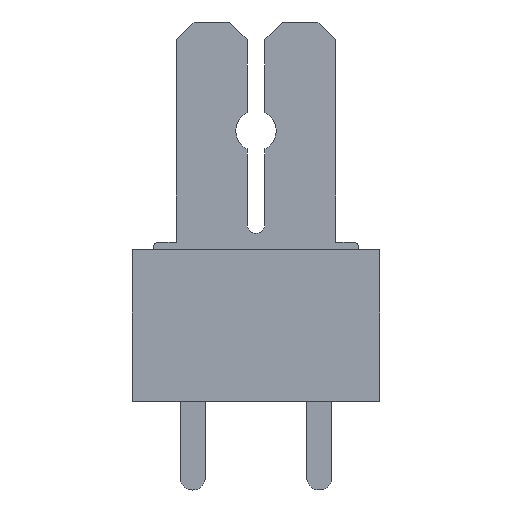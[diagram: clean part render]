
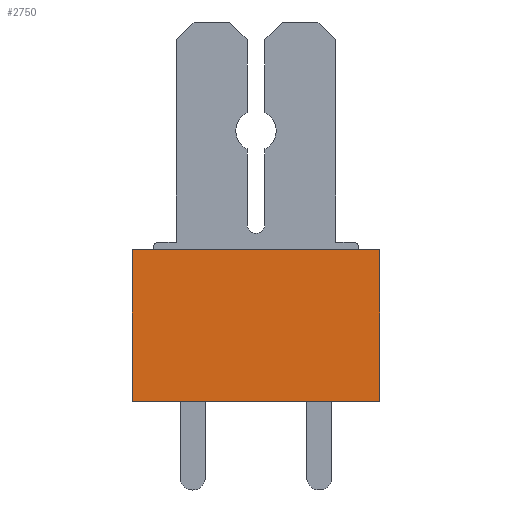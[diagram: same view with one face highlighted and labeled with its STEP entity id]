
A CAD part, left-side view. The second image highlights one B-rep face of the part: STEP entity #2750.
In plain terms, the highlighted planar face has unit normal (-1, 0, 0).
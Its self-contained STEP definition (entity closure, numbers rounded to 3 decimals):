
#2742=AXIS2_PLACEMENT_3D('Plane Axis2P3D',#2739,#2740,#2741) ;
#49=CARTESIAN_POINT('Vertex',(0.,9.8,9.5)) ;
#52=CARTESIAN_POINT('Line Origine',(0.,4.9,9.5)) ;
#56=CARTESIAN_POINT('Vertex',(0.,0.,9.5)) ;
#1379=CARTESIAN_POINT('Vertex',(0.,9.8,3.5)) ;
#1382=CARTESIAN_POINT('Line Origine',(0.,9.8,6.5)) ;
#1410=CARTESIAN_POINT('Vertex',(0.,0.,3.5)) ;
#1413=CARTESIAN_POINT('Line Origine',(0.,4.9,3.5)) ;
#2727=CARTESIAN_POINT('Line Origine',(0.,0.,6.5)) ;
#2739=CARTESIAN_POINT('Axis2P3D Location',(0.,0.,0.)) ;
#53=DIRECTION('Vector Direction',(0.,-1.,0.)) ;
#1383=DIRECTION('Vector Direction',(0.,0.,1.)) ;
#1414=DIRECTION('Vector Direction',(0.,1.,0.)) ;
#2728=DIRECTION('Vector Direction',(0.,0.,-1.)) ;
#2740=DIRECTION('Axis2P3D Direction',(-1.,0.,0.)) ;
#2741=DIRECTION('Axis2P3D XDirection',(0.,0.,1.)) ;
#54=VECTOR('Line Direction',#53,1.) ;
#1384=VECTOR('Line Direction',#1383,1.) ;
#1415=VECTOR('Line Direction',#1414,1.) ;
#2729=VECTOR('Line Direction',#2728,1.) ;
#2745=ORIENTED_EDGE('',*,*,#58,.T.) ;
#2746=ORIENTED_EDGE('',*,*,#1386,.T.) ;
#2747=ORIENTED_EDGE('',*,*,#1417,.T.) ;
#2748=ORIENTED_EDGE('',*,*,#2731,.T.) ;
#2750=ADVANCED_FACE('Housing',(#2749),#2743,.T.) ;
#58=EDGE_CURVE('',#57,#50,#55,.F.) ;
#1386=EDGE_CURVE('',#50,#1380,#1385,.F.) ;
#1417=EDGE_CURVE('',#1380,#1411,#1416,.F.) ;
#2731=EDGE_CURVE('',#1411,#57,#2730,.F.) ;
#2744=EDGE_LOOP('',(#2745,#2746,#2747,#2748)) ;
#2749=FACE_OUTER_BOUND('',#2744,.T.) ;
#55=LINE('Line',#52,#54) ;
#1385=LINE('Line',#1382,#1384) ;
#1416=LINE('Line',#1413,#1415) ;
#2730=LINE('Line',#2727,#2729) ;
#2743=PLANE('',#2742) ;
#50=VERTEX_POINT('',#49) ;
#57=VERTEX_POINT('',#56) ;
#1380=VERTEX_POINT('',#1379) ;
#1411=VERTEX_POINT('',#1410) ;
